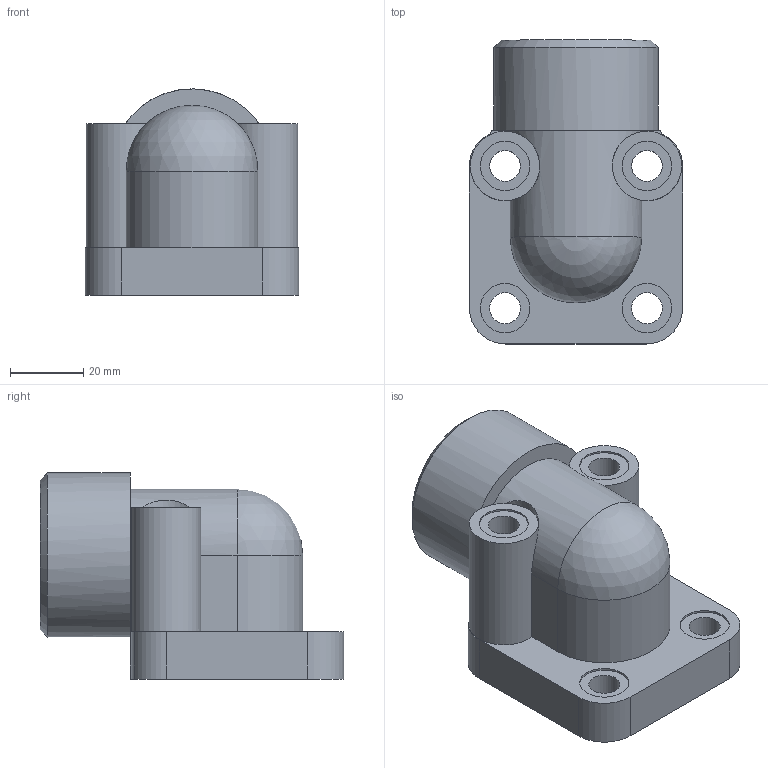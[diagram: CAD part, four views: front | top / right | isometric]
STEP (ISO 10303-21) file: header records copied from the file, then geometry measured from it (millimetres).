
FILE_DESCRIPTION(/* description */ ('Unknown'),/* implementation_level */ '2;1');
FILE_NAME(/* name */ 'AF.01860-001',/* time_stamp */ '2023-07-24T10:00:00+02:00',/* author */ ('Unknown'),/* organization */ ('Unknown'),/* preprocessor_version */ 'ST-DEVELOPER v18.102',/* originating_system */ 'Solid Edge',/* authorisation */ 'Unknown');
FILE_SCHEMA (('AUTOMOTIVE_DESIGN {1 0 10303 214 3 1 1}'));
Length unit declared in the file: millimetre
Products named in the file (2): 375_RIA 55-034-M; 1
Assembly tree (1 placements, depth 2):
  375_RIA 55-034-M
    1
Bounding box: 58.5 x 83.2 x 56.5 mm (x, y, z)
Volume: 99452.7 mm3; surface area: 28653.5 mm2
Topology: 1 solids, 1 shells, 60 faces, 150 edges, 96 vertices
Faces by surface type: cylinder 28, plane 22, cone 9, sphere 1
Full cylindrical faces by diameter (mm): 8.5 x4, 13.5 x4, 24 x1, 24.117 x2, 25 x1, 28 x1, 37 x1, 45 x1
Entity records: 2336 total; most frequent: CARTESIAN_POINT 597, DIRECTION 279, ORIENTED_EDGE 232, AXIS2_PLACEMENT_3D 119, EDGE_CURVE 116, FACE_BOUND 93, EDGE_LOOP 92, VERTEX_POINT 85
